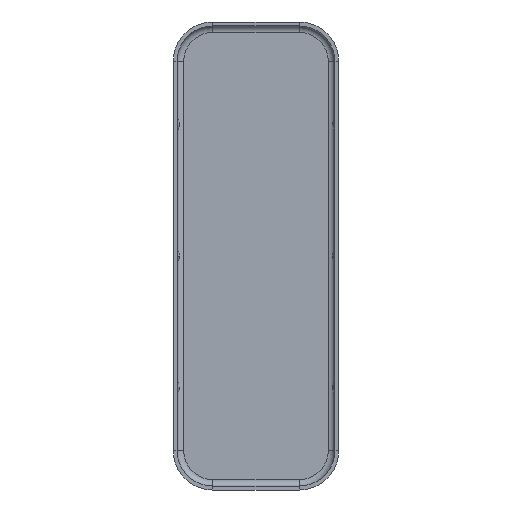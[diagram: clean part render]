
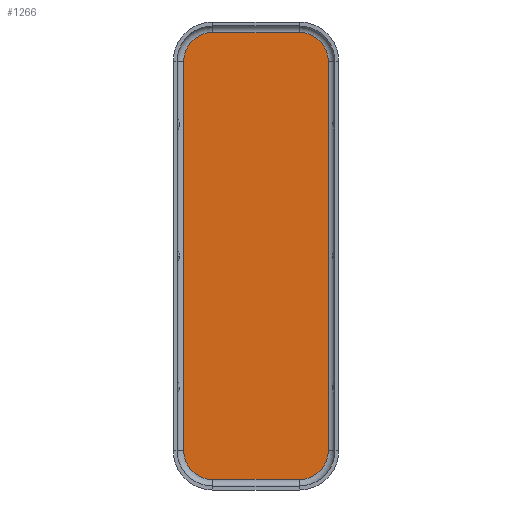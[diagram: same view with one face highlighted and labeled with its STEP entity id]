
A CAD part, front view. The second image highlights one B-rep face of the part: STEP entity #1266.
In plain terms, the highlighted planar face has unit normal (0, -1, 0).
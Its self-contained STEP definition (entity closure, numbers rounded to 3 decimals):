
#20 = CIRCLE ( 'NONE', #272, 2.2 ) ;
#44 = CARTESIAN_POINT ( 'NONE',  ( -3.3, 0., -14.8 ) ) ;
#68 = CIRCLE ( 'NONE', #1331, 2.2 ) ;
#149 = EDGE_CURVE ( 'NONE', #193, #732, #190, .T. ) ;
#156 = DIRECTION ( 'NONE',  ( 0., -1., 0. ) ) ;
#180 = DIRECTION ( 'NONE',  ( 0., -1., 0. ) ) ;
#190 = LINE ( 'NONE', #877, #367 ) ;
#193 = VERTEX_POINT ( 'NONE', #1316 ) ;
#207 = EDGE_CURVE ( 'NONE', #1426, #1715, #20, .T. ) ;
#231 = VERTEX_POINT ( 'NONE', #575 ) ;
#270 = ORIENTED_EDGE ( 'NONE', *, *, #1619, .F. ) ;
#271 = PLANE ( 'NONE',  #1698 ) ;
#272 = AXIS2_PLACEMENT_3D ( 'NONE', #1198, #301, #1012 ) ;
#281 = LINE ( 'NONE', #1589, #1654 ) ;
#291 = DIRECTION ( 'NONE',  ( 0., -1., 0. ) ) ;
#294 = ORIENTED_EDGE ( 'NONE', *, *, #651, .T. ) ;
#301 = DIRECTION ( 'NONE',  ( 0., 1., 0. ) ) ;
#303 = ORIENTED_EDGE ( 'NONE', *, *, #149, .F. ) ;
#308 = AXIS2_PLACEMENT_3D ( 'NONE', #1470, #156, #1722 ) ;
#367 = VECTOR ( 'NONE', #740, 1000. ) ;
#369 = CIRCLE ( 'NONE', #308, 2.2 ) ;
#371 = CIRCLE ( 'NONE', #1318, 2.2 ) ;
#465 = VECTOR ( 'NONE', #964, 1000. ) ;
#474 = EDGE_CURVE ( 'NONE', #231, #1037, #369, .T. ) ;
#494 = DIRECTION ( 'NONE',  ( 0., 0., -1. ) ) ;
#544 = DIRECTION ( 'NONE',  ( 1., 0., 0. ) ) ;
#561 = DIRECTION ( 'NONE',  ( 0., 0., -1. ) ) ;
#571 = CARTESIAN_POINT ( 'NONE',  ( -3.3, 0., 17. ) ) ;
#575 = CARTESIAN_POINT ( 'NONE',  ( 5.5, 0., 14.8 ) ) ;
#635 = CARTESIAN_POINT ( 'NONE',  ( -5.5, 0., 14.8 ) ) ;
#647 = CARTESIAN_POINT ( 'NONE',  ( 3.3, 0., 17. ) ) ;
#651 = EDGE_CURVE ( 'NONE', #1426, #1202, #1217, .T. ) ;
#709 = CARTESIAN_POINT ( 'NONE',  ( 3.3, 0., -14.8 ) ) ;
#732 = VERTEX_POINT ( 'NONE', #1086 ) ;
#740 = DIRECTION ( 'NONE',  ( -1., 0., 0. ) ) ;
#760 = CARTESIAN_POINT ( 'NONE',  ( 3.3, 0., 17. ) ) ;
#790 = ORIENTED_EDGE ( 'NONE', *, *, #1697, .F. ) ;
#797 = VECTOR ( 'NONE', #494, 1000. ) ;
#866 = CARTESIAN_POINT ( 'NONE',  ( 3.3, 0., -14.8 ) ) ;
#877 = CARTESIAN_POINT ( 'NONE',  ( 3.3, 0., -17. ) ) ;
#901 = EDGE_LOOP ( 'NONE', ( #303, #270, #790, #919, #1487, #916, #294, #1325 ) ) ;
#916 = ORIENTED_EDGE ( 'NONE', *, *, #207, .F. ) ;
#919 = ORIENTED_EDGE ( 'NONE', *, *, #474, .T. ) ;
#954 = CARTESIAN_POINT ( 'NONE',  ( 5.5, 0., -14.8 ) ) ;
#964 = DIRECTION ( 'NONE',  ( -1., 0., 0. ) ) ;
#970 = EDGE_CURVE ( 'NONE', #1202, #732, #371, .T. ) ;
#1001 = CARTESIAN_POINT ( 'NONE',  ( -5.5, 0., -14.8 ) ) ;
#1012 = DIRECTION ( 'NONE',  ( -1., 0., 0. ) ) ;
#1037 = VERTEX_POINT ( 'NONE', #760 ) ;
#1062 = VERTEX_POINT ( 'NONE', #954 ) ;
#1070 = EDGE_CURVE ( 'NONE', #1037, #1715, #1234, .T. ) ;
#1086 = CARTESIAN_POINT ( 'NONE',  ( -3.3, 0., -17. ) ) ;
#1120 = DIRECTION ( 'NONE',  ( 0., 1., 0. ) ) ;
#1141 = DIRECTION ( 'NONE',  ( 0., 0., -1. ) ) ;
#1166 = FACE_OUTER_BOUND ( 'NONE', #901, .T. ) ;
#1188 = DIRECTION ( 'NONE',  ( -1., 0., 0. ) ) ;
#1198 = CARTESIAN_POINT ( 'NONE',  ( -3.3, 0., 14.8 ) ) ;
#1202 = VERTEX_POINT ( 'NONE', #1001 ) ;
#1217 = LINE ( 'NONE', #1783, #797 ) ;
#1234 = LINE ( 'NONE', #647, #465 ) ;
#1266 = ADVANCED_FACE ( 'NONE', ( #1166 ), #271, .T. ) ;
#1316 = CARTESIAN_POINT ( 'NONE',  ( 3.3, 0., -17. ) ) ;
#1318 = AXIS2_PLACEMENT_3D ( 'NONE', #44, #180, #1188 ) ;
#1325 = ORIENTED_EDGE ( 'NONE', *, *, #970, .T. ) ;
#1331 = AXIS2_PLACEMENT_3D ( 'NONE', #709, #1120, #544 ) ;
#1426 = VERTEX_POINT ( 'NONE', #635 ) ;
#1470 = CARTESIAN_POINT ( 'NONE',  ( 3.3, 0., 14.8 ) ) ;
#1487 = ORIENTED_EDGE ( 'NONE', *, *, #1070, .T. ) ;
#1589 = CARTESIAN_POINT ( 'NONE',  ( 5.5, 0., 0. ) ) ;
#1619 = EDGE_CURVE ( 'NONE', #1062, #193, #68, .T. ) ;
#1654 = VECTOR ( 'NONE', #561, 1000. ) ;
#1697 = EDGE_CURVE ( 'NONE', #231, #1062, #281, .T. ) ;
#1698 = AXIS2_PLACEMENT_3D ( 'NONE', #866, #291, #1141 ) ;
#1715 = VERTEX_POINT ( 'NONE', #571 ) ;
#1722 = DIRECTION ( 'NONE',  ( 1., 0., 0. ) ) ;
#1783 = CARTESIAN_POINT ( 'NONE',  ( -5.5, 0., 0. ) ) ;
